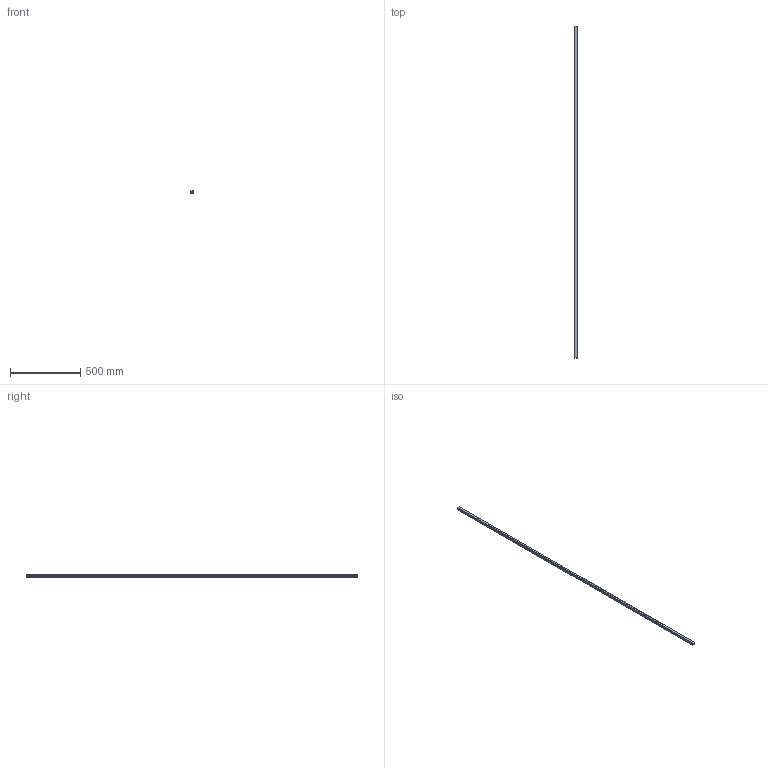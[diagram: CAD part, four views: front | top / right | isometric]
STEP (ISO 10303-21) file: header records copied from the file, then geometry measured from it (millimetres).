
FILE_DESCRIPTION(('STEP AP214'),'1');
FILE_NAME('cctmp_C6E5DA1D-CDF6-4D66-AFE5-6101B22A625B_2021_01_21_14_59_59_0182..stp','2021-01-21T13:59:59',('HIWIN GmbH'),('CADClick - www.CADClick.com'),'Spatial InterOp 3D',' ','unknown authorization');
FILE_SCHEMA(('AUTOMOTIVE_DESIGN'));
Length unit declared in the file: millimetre
Products named in the file (1): HGR20T2370C_FILE
Bounding box: 20 x 2370 x 17.5 mm (x, y, z)
Volume: 699871.3 mm3; surface area: 189100 mm2
Topology: 1 solids, 1 shells, 267 faces, 703 edges, 402 vertices
Faces by surface type: cylinder 102, plane 85, cone 80
Entity records: 9761 total; most frequent: DIRECTION 1363, CARTESIAN_POINT 1293, ORIENTED_EDGE 1246, EDGE_CURVE 623, AXIS2_PLACEMENT_3D 472, LINE 419, VECTOR 419, VERTEX_POINT 402
